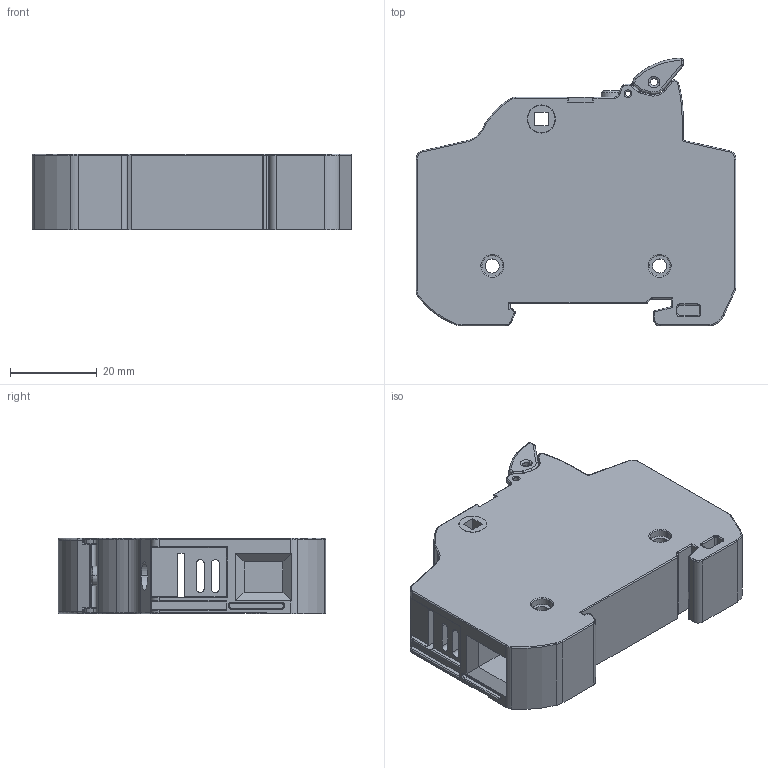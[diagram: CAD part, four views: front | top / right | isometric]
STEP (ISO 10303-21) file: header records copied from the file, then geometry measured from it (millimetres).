
FILE_DESCRIPTION (( 'STEP AP214' ), '1' );
FILE_NAME ('EHM1DIU-12.STEP', '2012-06-01T17:46:49', ( '.adc' ), ( '' ), 'SwSTEP 2.0', 'SolidWorks 2011', '' );
FILE_SCHEMA (( 'AUTOMOTIVE_DESIGN' ));
Length unit declared in the file: millimetre
Products named in the file (1): EHM1DIU-12
Bounding box: 73.88 x 61.82 x 17.5 mm (x, y, z)
Volume: 52741.5 mm3; surface area: 19586.8 mm2
Topology: 2 solids, 2 shells, 597 faces, 1533 edges, 964 vertices
Faces by surface type: plane 247, cylinder 198, torus 114, bspline 26, cone 12
Entity records: 20051 total; most frequent: CARTESIAN_POINT 4849, DIRECTION 3158, ORIENTED_EDGE 3066, EDGE_CURVE 1533, AXIS2_PLACEMENT_3D 1147, VERTEX_POINT 964, LINE 864, VECTOR 864
